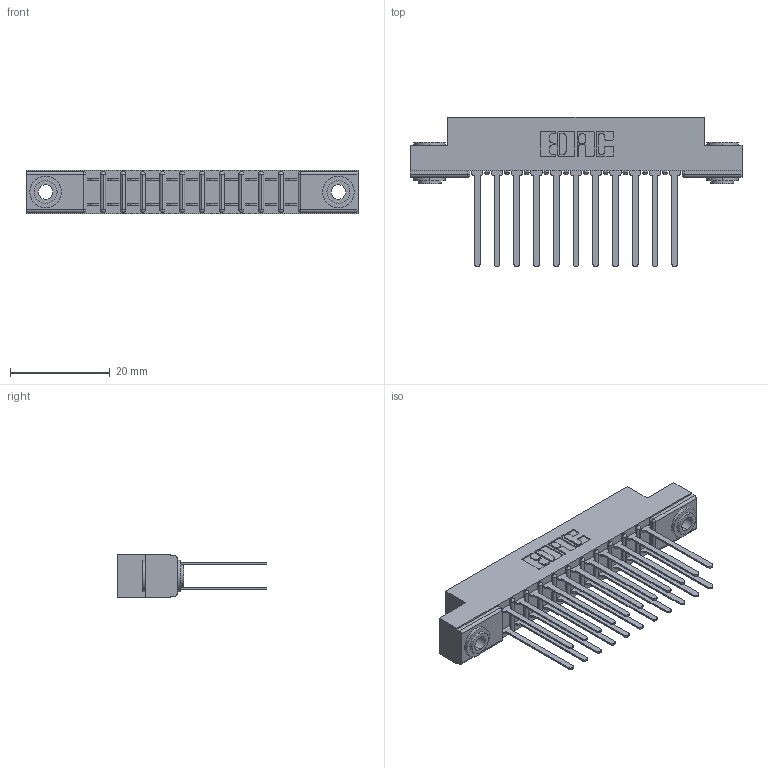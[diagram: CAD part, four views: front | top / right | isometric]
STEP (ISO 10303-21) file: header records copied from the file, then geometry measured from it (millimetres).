
FILE_DESCRIPTION (( 'STEP AP203' ), '1' );
FILE_NAME ('357-022-440-203.STEP', '2020-10-02T23:23:20', ( '' ), ( '' ), 'SwSTEP 2.0', 'SolidWorks 2020', '' );
FILE_SCHEMA (( 'CONFIG_CONTROL_DESIGN' ));
Length unit declared in the file: inch
Products named in the file (4): 307 Part_.156 Dia Mounting Holes; 307-290-001_540; 357-022-440-203; 345-250-002_345-250-002-102
Assembly tree (25 placements, depth 2):
  357-022-440-203
    307 Part_.156 Dia Mounting Holes
    307-290-001_540  x22
    345-250-002_345-250-002-102  x2
Bounding box: 66.6 x 30 x 8.71 mm (x, y, z)
Volume: 4481.6 mm3; surface area: 8290.3 mm2
Topology: 25 solids, 25 shells, 1194 faces, 3295 edges, 2130 vertices
Faces by surface type: plane 776, cylinder 386, sphere 24, cone 8
Entity records: 14637 total; most frequent: CARTESIAN_POINT 2384, DIRECTION 2363, ORIENTED_EDGE 2350, EDGE_CURVE 1175, LINE 881, VECTOR 881, VERTEX_POINT 762, AXIS2_PLACEMENT_3D 741
